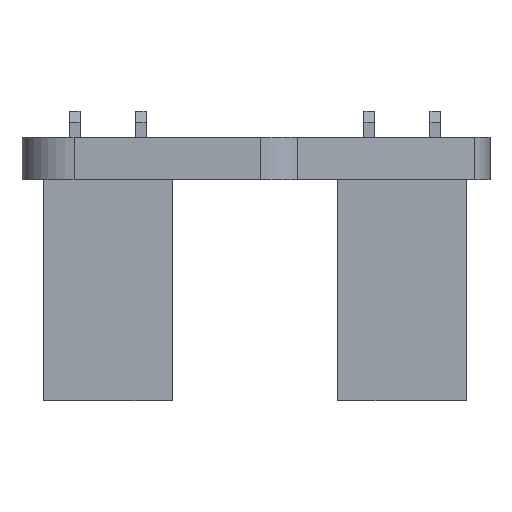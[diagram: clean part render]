
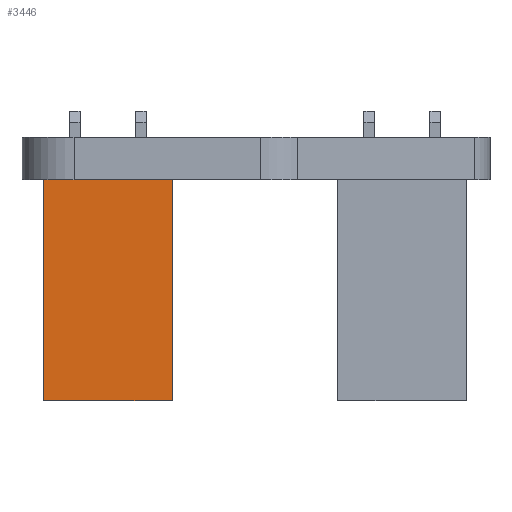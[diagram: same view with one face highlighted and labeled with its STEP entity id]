
A CAD part, front view. The second image highlights one B-rep face of the part: STEP entity #3446.
In plain terms, the highlighted face is planar.
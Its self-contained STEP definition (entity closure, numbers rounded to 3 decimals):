
#2387 = VERTEX_POINT('',#2388);
#2388 = CARTESIAN_POINT('',(6.604,8.509,-2.477));
#2394 = EDGE_CURVE('',#2387,#2395,#2397,.T.);
#2395 = VERTEX_POINT('',#2396);
#2396 = CARTESIAN_POINT('',(6.604,0.,-2.477));
#2397 = LINE('',#2398,#2399);
#2398 = CARTESIAN_POINT('',(6.604,8.509,-2.477));
#2399 = VECTOR('',#2400,1.);
#2400 = DIRECTION('',(0.,-1.,0.));
#2427 = VERTEX_POINT('',#2428);
#2428 = CARTESIAN_POINT('',(6.604,0.,2.477));
#2434 = EDGE_CURVE('',#2435,#2427,#2437,.T.);
#2435 = VERTEX_POINT('',#2436);
#2436 = CARTESIAN_POINT('',(6.604,8.509,2.477));
#2437 = LINE('',#2438,#2439);
#2438 = CARTESIAN_POINT('',(6.604,8.509,2.477));
#2439 = VECTOR('',#2440,1.);
#2440 = DIRECTION('',(0.,-1.,0.));
#3446 = ADVANCED_FACE('',(#3447),#3463,.F.);
#3447 = FACE_BOUND('',#3448,.T.);
#3448 = EDGE_LOOP('',(#3449,#3455,#3456,#3462));
#3449 = ORIENTED_EDGE('',*,*,#3450,.T.);
#3450 = EDGE_CURVE('',#2427,#2395,#3451,.T.);
#3451 = LINE('',#3452,#3453);
#3452 = CARTESIAN_POINT('',(6.604,0.,2.477));
#3453 = VECTOR('',#3454,1.);
#3454 = DIRECTION('',(0.,0.,-1.));
#3455 = ORIENTED_EDGE('',*,*,#2394,.F.);
#3456 = ORIENTED_EDGE('',*,*,#3457,.F.);
#3457 = EDGE_CURVE('',#2435,#2387,#3458,.T.);
#3458 = LINE('',#3459,#3460);
#3459 = CARTESIAN_POINT('',(6.604,8.509,2.477));
#3460 = VECTOR('',#3461,1.);
#3461 = DIRECTION('',(0.,0.,-1.));
#3462 = ORIENTED_EDGE('',*,*,#2434,.T.);
#3463 = PLANE('',#3464);
#3464 = AXIS2_PLACEMENT_3D('',#3465,#3466,#3467);
#3465 = CARTESIAN_POINT('',(6.604,8.509,2.477));
#3466 = DIRECTION('',(-1.,0.,0.));
#3467 = DIRECTION('',(0.,0.,1.));
